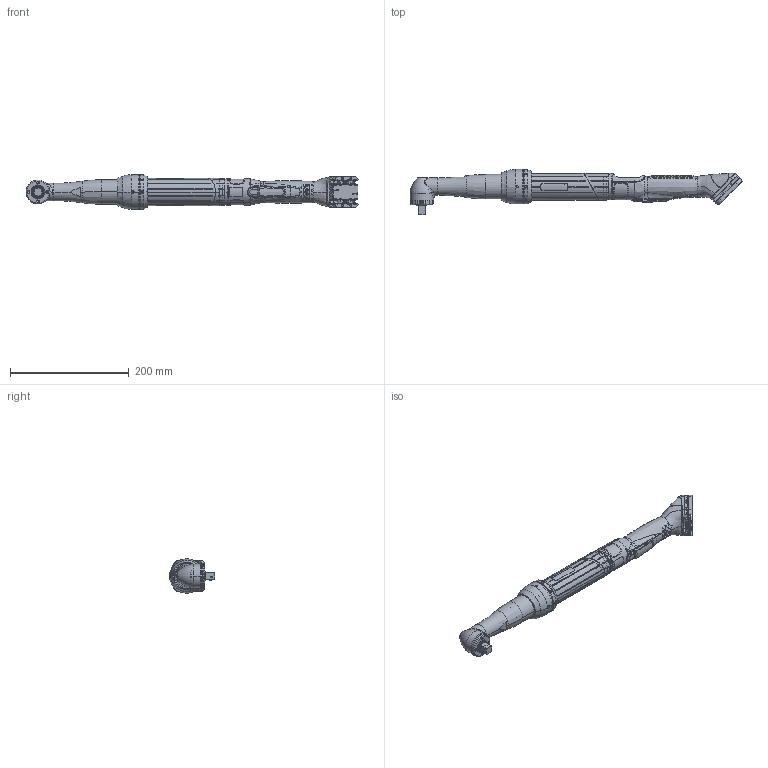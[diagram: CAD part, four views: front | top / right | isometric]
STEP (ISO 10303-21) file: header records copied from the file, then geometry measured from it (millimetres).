
FILE_DESCRIPTION((''),'2;1');
FILE_NAME('EAB60_EABC60_1_ASM','2014-09-29T',('greextsd'),(''),'PRO/ENGINEER BY PARAMETRIC TECHNOLOGY CORPORATION, 2014200','PRO/ENGINEER BY PARAMETRIC TECHNOLOGY CORPORATION, 2014200','');
FILE_SCHEMA(('CONFIG_CONTROL_DESIGN'));
Products named in the file (7): MANIFOLD_SOLID_BREP_113015; MANIFOLD_SOLID_BREP_119682; BREP_WITH_VOIDS_127884; BREP_WITH_VOIDS_137762; HANDLE_EAB; MANIFOLD_SOLID_BREP_21399; EAB60_EABC60_1_ASM
Assembly tree (6 placements, depth 2):
  EAB60_EABC60_1_ASM
    MANIFOLD_SOLID_BREP_113015
    MANIFOLD_SOLID_BREP_119682
    BREP_WITH_VOIDS_127884
    BREP_WITH_VOIDS_137762
    HANDLE_EAB
    MANIFOLD_SOLID_BREP_21399
Bounding box: 559.03 x 76 x 58 mm (x, y, z)
Volume: 240530.6 mm3; surface area: 191885.5 mm2
Topology: 8 solids, 13 shells, 3516 faces, 9505 edges, 6066 vertices
Faces by surface type: plane 1399, cylinder 1018, bspline 499, cone 398, torus 140, extrusion 47, sphere 14, revolution 1
Entity records: 173027 total; most frequent: CARTESIAN_POINT 89943, ORIENTED_EDGE 18918, DIRECTION 15128, EDGE_CURVE 9463, VERTEX_POINT 6064, AXIS2_PLACEMENT_3D 5393, VECTOR 4341, LINE 4294
